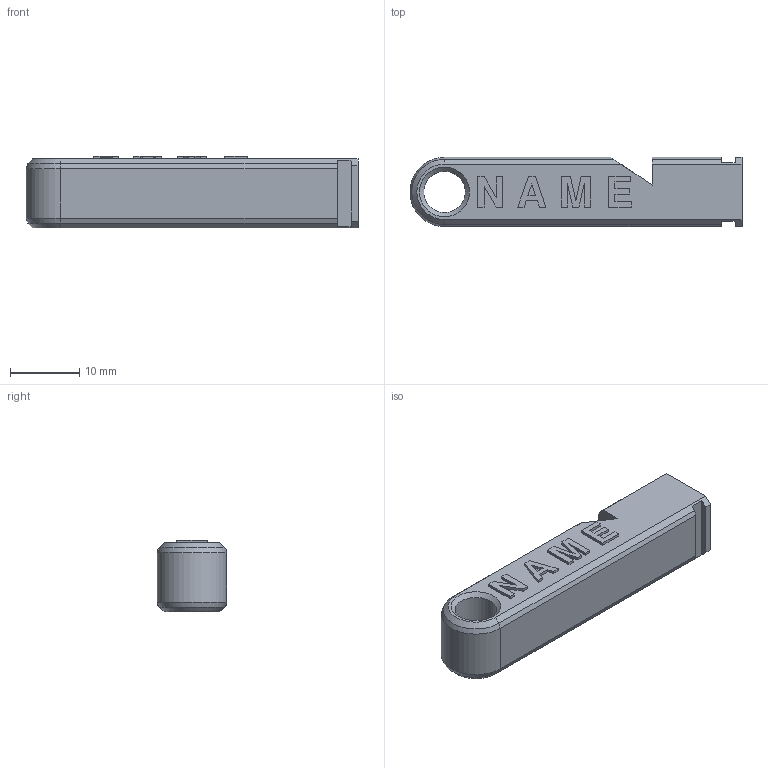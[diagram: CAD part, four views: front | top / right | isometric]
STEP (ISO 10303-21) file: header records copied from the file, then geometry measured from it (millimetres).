
FILE_DESCRIPTION(('Open CASCADE Model'),'2;1');
FILE_NAME('Open CASCADE Shape Model','2025-12-01T21:18:46',('Author'),( 'Open CASCADE'),'Open CASCADE STEP processor 7.8','build123d', 'Unknown');
FILE_SCHEMA(('AUTOMOTIVE_DESIGN { 1 0 10303 214 1 1 1 1 }'));
Length unit declared in the file: millimetre
Products named in the file (1): COMPOUND
Bounding box: 47.99 x 10 x 10.4 mm (x, y, z)
Volume: 2297.3 mm3; surface area: 3111.2 mm2
Topology: 1 solids, 1 shells, 107 faces, 282 edges, 182 vertices
Faces by surface type: plane 91, bspline 7, cone 6, cylinder 3
Full cylindrical faces by diameter (mm): 6 x1
Entity records: 7032 total; most frequent: CARTESIAN_POINT 1413, DIRECTION 1000, LINE 766, VECTOR 766, ORIENTED_EDGE 564, PCURVE 564, DEFINITIONAL_REPRESENTATION 564, EDGE_CURVE 282
